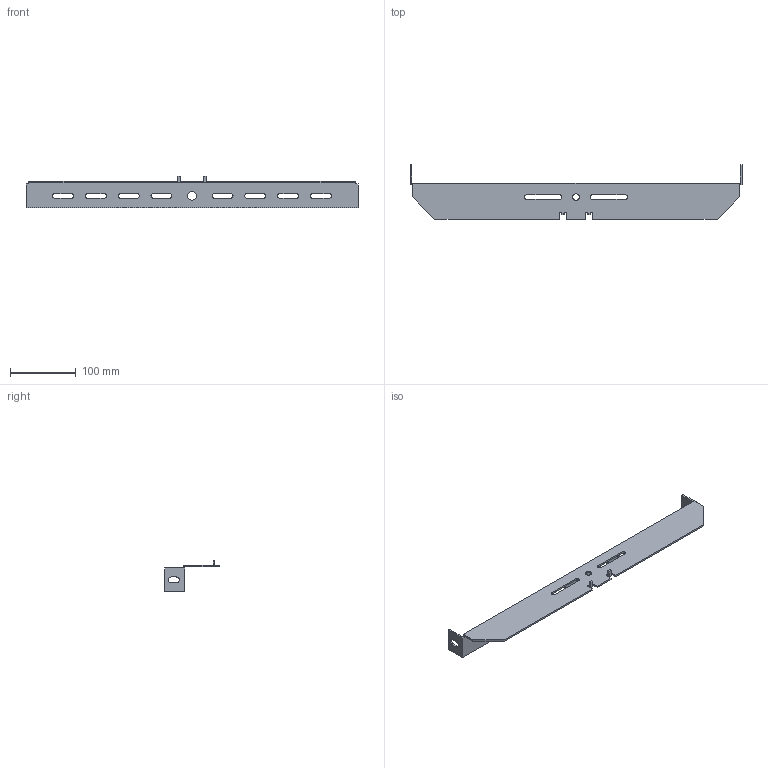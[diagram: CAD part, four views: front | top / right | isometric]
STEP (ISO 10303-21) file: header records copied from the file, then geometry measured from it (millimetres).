
FILE_DESCRIPTION (( 'STEP AP214' ), '1' );
FILE_NAME ('6358896.stp', '2017-03-28T06:10:06', ( '' ), ( '' ), 'SwSTEP 2.0', 'SolidWorks 2016', '' );
FILE_SCHEMA (( 'AUTOMOTIVE_DESIGN' ));
Length unit declared in the file: millimetre
Products named in the file (1): 6358896
Bounding box: 506 x 83 x 48.5 mm (x, y, z)
Volume: 111086.8 mm3; surface area: 94708.3 mm2
Topology: 1 solids, 1 shells, 103 faces, 303 edges, 202 vertices
Faces by surface type: plane 58, cylinder 41, bspline 4
Entity records: 3877 total; most frequent: CARTESIAN_POINT 985, ORIENTED_EDGE 606, DIRECTION 577, EDGE_CURVE 303, VECTOR 213, LINE 213, VERTEX_POINT 202, AXIS2_PLACEMENT_3D 182
